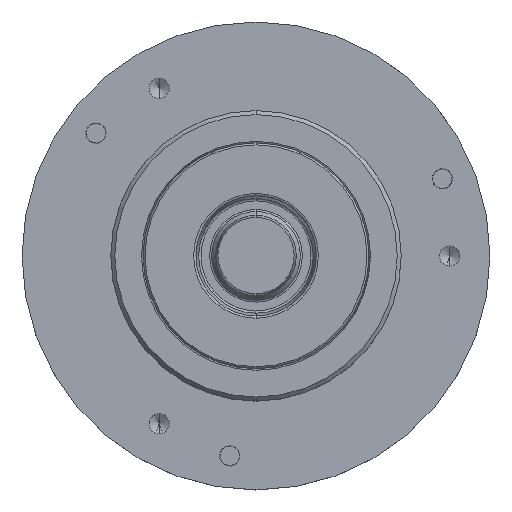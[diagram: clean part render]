
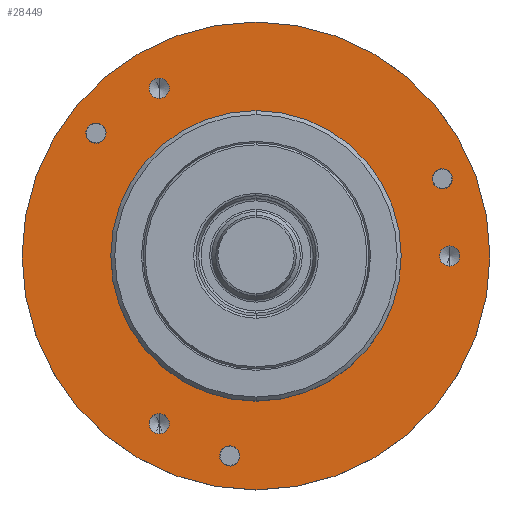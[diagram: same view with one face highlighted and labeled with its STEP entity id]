
A CAD part, top view. The second image highlights one B-rep face of the part: STEP entity #28449.
In plain terms, the highlighted planar face has unit normal (0, 0, 1).
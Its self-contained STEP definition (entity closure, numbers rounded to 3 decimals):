
#4029=CARTESIAN_POINT('',(0.,0.,17.));
#4030=DIRECTION('',(0.,0.,1.));
#4031=DIRECTION('',(1.,0.,0.));
#4032=AXIS2_PLACEMENT_3D('',#4029,#4030,#4031);
#4034=CARTESIAN_POINT('',(0.,0.,17.));
#4035=DIRECTION('',(0.,0.,1.));
#4036=DIRECTION('',(-1.,0.,0.));
#4037=AXIS2_PLACEMENT_3D('',#4034,#4035,#4036);
#4039=CARTESIAN_POINT('',(-19.834,15.219,17.));
#4040=DIRECTION('',(0.,0.,-1.));
#4041=DIRECTION('',(-0.793,0.609,0.));
#4042=AXIS2_PLACEMENT_3D('',#4039,#4040,#4041);
#4044=CARTESIAN_POINT('',(-19.834,15.219,17.));
#4045=DIRECTION('',(0.,0.,-1.));
#4046=DIRECTION('',(0.793,-0.609,0.));
#4047=AXIS2_PLACEMENT_3D('',#4044,#4045,#4046);
#4049=CARTESIAN_POINT('',(-3.263,-24.786,17.));
#4050=DIRECTION('',(0.,0.,-1.));
#4051=DIRECTION('',(-0.131,-0.991,0.));
#4052=AXIS2_PLACEMENT_3D('',#4049,#4050,#4051);
#4054=CARTESIAN_POINT('',(-3.263,-24.786,17.));
#4055=DIRECTION('',(0.,0.,-1.));
#4056=DIRECTION('',(0.131,0.991,0.));
#4057=AXIS2_PLACEMENT_3D('',#4054,#4055,#4056);
#4059=CARTESIAN_POINT('',(23.097,9.567,17.));
#4060=DIRECTION('',(0.,0.,-1.));
#4061=DIRECTION('',(0.924,0.383,0.));
#4062=AXIS2_PLACEMENT_3D('',#4059,#4060,#4061);
#4064=CARTESIAN_POINT('',(23.097,9.567,17.));
#4065=DIRECTION('',(0.,0.,-1.));
#4066=DIRECTION('',(-0.924,-0.383,0.));
#4067=AXIS2_PLACEMENT_3D('',#4064,#4065,#4066);
#4069=CARTESIAN_POINT('',(-12.,-20.785,17.));
#4070=DIRECTION('',(0.,0.,1.));
#4071=DIRECTION('',(0.,-1.,0.));
#4072=AXIS2_PLACEMENT_3D('',#4069,#4070,#4071);
#4074=CARTESIAN_POINT('',(-12.,-20.785,17.));
#4075=DIRECTION('',(0.,0.,1.));
#4076=DIRECTION('',(0.,1.,0.));
#4077=AXIS2_PLACEMENT_3D('',#4074,#4075,#4076);
#4079=CARTESIAN_POINT('',(-12.,20.785,17.));
#4080=DIRECTION('',(0.,0.,1.));
#4081=DIRECTION('',(0.,-1.,0.));
#4082=AXIS2_PLACEMENT_3D('',#4079,#4080,#4081);
#4084=CARTESIAN_POINT('',(-12.,20.785,17.));
#4085=DIRECTION('',(0.,0.,1.));
#4086=DIRECTION('',(0.,1.,0.));
#4087=AXIS2_PLACEMENT_3D('',#4084,#4085,#4086);
#4089=CARTESIAN_POINT('',(24.,0.,17.));
#4090=DIRECTION('',(0.,0.,1.));
#4091=DIRECTION('',(0.,-1.,0.));
#4092=AXIS2_PLACEMENT_3D('',#4089,#4090,#4091);
#4094=CARTESIAN_POINT('',(24.,0.,17.));
#4095=DIRECTION('',(0.,0.,1.));
#4096=DIRECTION('',(0.,1.,0.));
#4097=AXIS2_PLACEMENT_3D('',#4094,#4095,#4096);
#4107=CARTESIAN_POINT('',(0.,0.,17.));
#4108=DIRECTION('',(0.,0.,1.));
#4109=DIRECTION('',(0.,1.,0.));
#4110=AXIS2_PLACEMENT_3D('',#4107,#4108,#4109);
#4144=CARTESIAN_POINT('',(0.,0.,17.));
#4145=DIRECTION('',(0.,0.,-1.));
#4146=DIRECTION('',(0.,1.,0.));
#4147=AXIS2_PLACEMENT_3D('',#4144,#4145,#4146);
#22918=CARTESIAN_POINT('',(0.,18.,17.));
#22919=CARTESIAN_POINT('',(0.,-18.,17.));
#22920=VERTEX_POINT('',#22918);
#22921=VERTEX_POINT('',#22919);
#22922=CARTESIAN_POINT('',(29.,0.,17.));
#22923=CARTESIAN_POINT('',(-29.,0.,17.));
#22924=VERTEX_POINT('',#22922);
#22925=VERTEX_POINT('',#22923);
#22926=CARTESIAN_POINT('',(-20.826,15.98,17.));
#22927=CARTESIAN_POINT('',(-18.842,14.458,17.));
#22928=VERTEX_POINT('',#22926);
#22929=VERTEX_POINT('',#22927);
#22930=CARTESIAN_POINT('',(-3.426,-26.025,17.));
#22931=CARTESIAN_POINT('',(-3.1,-23.547,17.));
#22932=VERTEX_POINT('',#22930);
#22933=VERTEX_POINT('',#22931);
#22934=CARTESIAN_POINT('',(24.252,10.045,17.));
#22935=CARTESIAN_POINT('',(21.942,9.089,17.));
#22936=VERTEX_POINT('',#22934);
#22937=VERTEX_POINT('',#22935);
#22944=CARTESIAN_POINT('',(-12.,-22.035,17.));
#22945=CARTESIAN_POINT('',(-12.,-19.535,17.));
#22946=VERTEX_POINT('',#22944);
#22947=VERTEX_POINT('',#22945);
#22954=CARTESIAN_POINT('',(-12.,19.535,17.));
#22955=CARTESIAN_POINT('',(-12.,22.035,17.));
#22956=VERTEX_POINT('',#22954);
#22957=VERTEX_POINT('',#22955);
#22964=CARTESIAN_POINT('',(24.,-1.25,17.));
#22965=CARTESIAN_POINT('',(24.,1.25,17.));
#22966=VERTEX_POINT('',#22964);
#22967=VERTEX_POINT('',#22965);
#28397=CARTESIAN_POINT('',(0.,0.,17.));
#28398=DIRECTION('',(0.,0.,-1.));
#28399=DIRECTION('',(0.,1.,0.));
#28400=AXIS2_PLACEMENT_3D('',#28397,#28398,#28399);
#28401=PLANE('',#28400);
#28402=ORIENTED_EDGE('',*,*,#28387,.F.);
#28404=ORIENTED_EDGE('',*,*,#28403,.F.);
#28405=EDGE_LOOP('',(#28402,#28404));
#28406=FACE_OUTER_BOUND('',#28405,.F.);
#28408=ORIENTED_EDGE('',*,*,#28407,.T.);
#28410=ORIENTED_EDGE('',*,*,#28409,.F.);
#28411=EDGE_LOOP('',(#28408,#28410));
#28412=FACE_BOUND('',#28411,.F.);
#28414=ORIENTED_EDGE('',*,*,#28413,.F.);
#28416=ORIENTED_EDGE('',*,*,#28415,.F.);
#28417=EDGE_LOOP('',(#28414,#28416));
#28418=FACE_BOUND('',#28417,.F.);
#28420=ORIENTED_EDGE('',*,*,#28419,.F.);
#28422=ORIENTED_EDGE('',*,*,#28421,.F.);
#28423=EDGE_LOOP('',(#28420,#28422));
#28424=FACE_BOUND('',#28423,.F.);
#28426=ORIENTED_EDGE('',*,*,#28425,.F.);
#28428=ORIENTED_EDGE('',*,*,#28427,.F.);
#28429=EDGE_LOOP('',(#28426,#28428));
#28430=FACE_BOUND('',#28429,.F.);
#28432=ORIENTED_EDGE('',*,*,#28431,.T.);
#28434=ORIENTED_EDGE('',*,*,#28433,.T.);
#28435=EDGE_LOOP('',(#28432,#28434));
#28436=FACE_BOUND('',#28435,.F.);
#28438=ORIENTED_EDGE('',*,*,#28437,.T.);
#28440=ORIENTED_EDGE('',*,*,#28439,.T.);
#28441=EDGE_LOOP('',(#28438,#28440));
#28442=FACE_BOUND('',#28441,.F.);
#28444=ORIENTED_EDGE('',*,*,#28443,.T.);
#28446=ORIENTED_EDGE('',*,*,#28445,.T.);
#28447=EDGE_LOOP('',(#28444,#28446));
#28448=FACE_BOUND('',#28447,.F.);
#4033=CIRCLE('',#4032,29.);
#4038=CIRCLE('',#4037,29.);
#4043=CIRCLE('',#4042,1.25);
#4048=CIRCLE('',#4047,1.25);
#4053=CIRCLE('',#4052,1.25);
#4058=CIRCLE('',#4057,1.25);
#4063=CIRCLE('',#4062,1.25);
#4068=CIRCLE('',#4067,1.25);
#4073=CIRCLE('',#4072,1.25);
#4078=CIRCLE('',#4077,1.25);
#4083=CIRCLE('',#4082,1.25);
#4088=CIRCLE('',#4087,1.25);
#4093=CIRCLE('',#4092,1.25);
#4098=CIRCLE('',#4097,1.25);
#4111=CIRCLE('',#4110,18.);
#4148=CIRCLE('',#4147,18.);
#28387=EDGE_CURVE('',#22924,#22925,#4033,.T.);
#28403=EDGE_CURVE('',#22925,#22924,#4038,.T.);
#28407=EDGE_CURVE('',#22920,#22921,#4111,.T.);
#28409=EDGE_CURVE('',#22920,#22921,#4148,.T.);
#28413=EDGE_CURVE('',#22928,#22929,#4043,.T.);
#28415=EDGE_CURVE('',#22929,#22928,#4048,.T.);
#28419=EDGE_CURVE('',#22932,#22933,#4053,.T.);
#28421=EDGE_CURVE('',#22933,#22932,#4058,.T.);
#28425=EDGE_CURVE('',#22936,#22937,#4063,.T.);
#28427=EDGE_CURVE('',#22937,#22936,#4068,.T.);
#28431=EDGE_CURVE('',#22946,#22947,#4073,.T.);
#28433=EDGE_CURVE('',#22947,#22946,#4078,.T.);
#28437=EDGE_CURVE('',#22956,#22957,#4083,.T.);
#28439=EDGE_CURVE('',#22957,#22956,#4088,.T.);
#28443=EDGE_CURVE('',#22966,#22967,#4093,.T.);
#28445=EDGE_CURVE('',#22967,#22966,#4098,.T.);
#28449=ADVANCED_FACE('',(#28406,#28412,#28418,#28424,#28430,#28436,#28442,
#28448),#28401,.F.);
